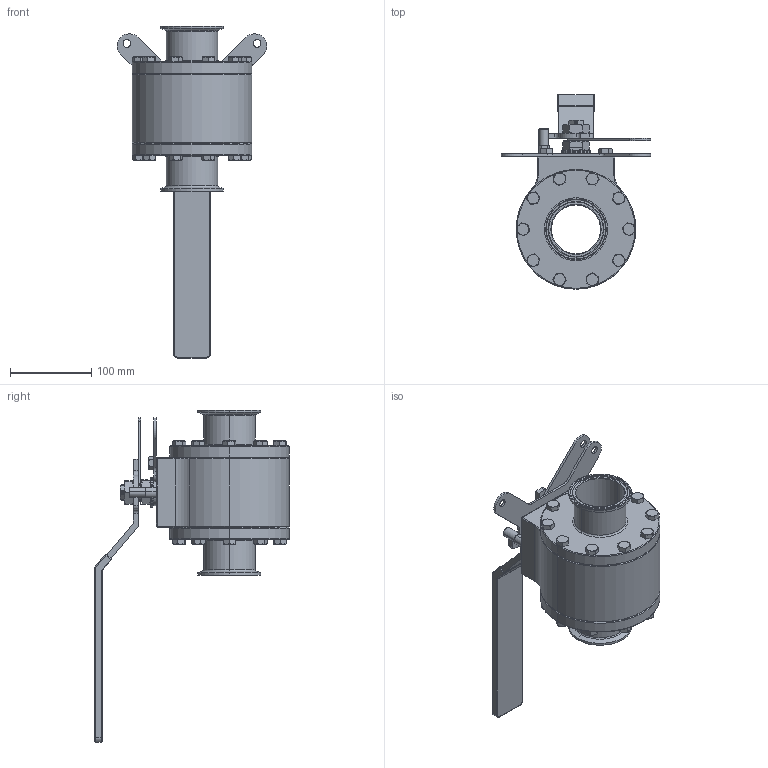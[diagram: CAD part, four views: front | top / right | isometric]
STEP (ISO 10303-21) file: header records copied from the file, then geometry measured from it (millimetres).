
FILE_DESCRIPTION (( 'STEP AP214' ), '1' );
FILE_NAME ('HP-SA-0250.STEP', '2018-12-07T20:14:43', ( '' ), ( '' ), 'SwSTEP 2.0', 'SolidWorks 2018', '' );
FILE_SCHEMA (( 'AUTOMOTIVE_DESIGN' ));
Length unit declared in the file: inch
Products named in the file (1): HP-SA-0250
Bounding box: 183.67 x 239.05 x 407.95 mm (x, y, z)
Surface area: 241314.5 mm2 (no closed solid volume)
Topology: 0 solids, 39 shells, 592 faces, 2476 edges, 1907 vertices
Faces by surface type: plane 246, cone 194, cylinder 97, torus 34, bspline 16, sphere 5
Entity records: 61758 total; most frequent: CARTESIAN_POINT 36004, ORIENTED_EDGE 3646, DIRECTION 3186, EDGE_CURVE 2471, VERTEX_POINT 1905, AXIS2_PLACEMENT_3D 1176, VECTOR 834, LINE 834
